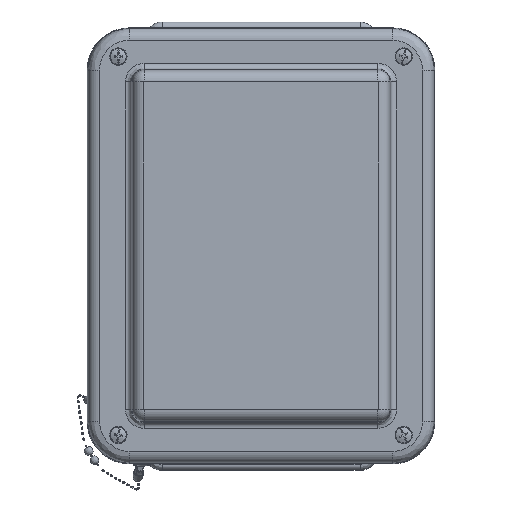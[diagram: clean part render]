
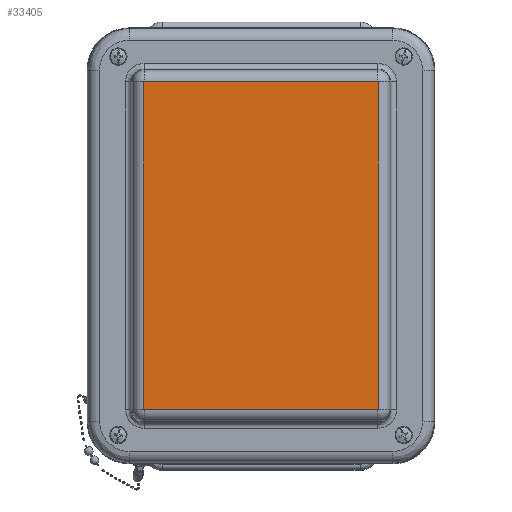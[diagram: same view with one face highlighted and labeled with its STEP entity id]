
A CAD part, top view. The second image highlights one B-rep face of the part: STEP entity #33405.
In plain terms, the highlighted planar face has unit normal (0, 0, 1).
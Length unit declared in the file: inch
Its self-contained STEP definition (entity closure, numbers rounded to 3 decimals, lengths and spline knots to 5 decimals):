
#821 = CARTESIAN_POINT ( 'NONE',  ( 2.51325, -3.52009, 1.699 ) ) ;
#2096 = CARTESIAN_POINT ( 'NONE',  ( -2.51157, -3.52177, 1.699 ) ) ;
#2424 = EDGE_CURVE ( 'NONE', #2892, #4781, #35312, .T. ) ;
#2514 = FACE_OUTER_BOUND ( 'NONE', #39890, .T. ) ;
#2892 = VERTEX_POINT ( 'NONE', #23345 ) ;
#4781 = VERTEX_POINT ( 'NONE', #16274 ) ;
#5505 = CARTESIAN_POINT ( 'NONE',  ( -2.51156, 3.52177, 1.699 ) ) ;
#5965 = LINE ( 'NONE', #30807, #13497 ) ;
#6184 = CARTESIAN_POINT ( 'NONE',  ( 0., 0., 1.699 ) ) ;
#7301 = DIRECTION ( 'NONE',  ( 1., 0., 0. ) ) ;
#7813 = B_SPLINE_CURVE_WITH_KNOTS ( 'NONE', 3,
 ( #20879, #20706, #24420, #2096, #28454, #31553 ),
 .UNSPECIFIED., .F., .F.,
 ( 4, 2, 4 ),
 ( 0., 0.5, 1. ),
 .UNSPECIFIED. ) ;
#9064 = CARTESIAN_POINT ( 'NONE',  ( 2.51055, 3.5222, 1.699 ) ) ;
#9530 = CARTESIAN_POINT ( 'NONE',  ( -2.51368, 3.51787, 1.699 ) ) ;
#9975 = EDGE_CURVE ( 'NONE', #45425, #14647, #39748, .T. ) ;
#10622 = ORIENTED_EDGE ( 'NONE', *, *, #2424, .F. ) ;
#11663 = CARTESIAN_POINT ( 'NONE',  ( 2.51156, -3.52177, 1.699 ) ) ;
#11892 = VERTEX_POINT ( 'NONE', #27589 ) ;
#12535 = PLANE ( 'NONE',  #34335 ) ;
#13167 = LINE ( 'NONE', #18290, #43917 ) ;
#13497 = VECTOR ( 'NONE', #34522, 39.37008 ) ;
#14017 = EDGE_CURVE ( 'NONE', #28919, #4781, #7813, .T. ) ;
#14647 = VERTEX_POINT ( 'NONE', #28989 ) ;
#15124 = DIRECTION ( 'NONE',  ( -1., 0., 0. ) ) ;
#15300 = CARTESIAN_POINT ( 'NONE',  ( 1.25467, -3.5222, 1.699 ) ) ;
#15356 = VECTOR ( 'NONE', #30278, 39.37008 ) ;
#16014 = CARTESIAN_POINT ( 'NONE',  ( 2.51325, 3.52008, 1.699 ) ) ;
#16274 = CARTESIAN_POINT ( 'NONE',  ( -2.50935, -3.5222, 1.699 ) ) ;
#17663 = EDGE_CURVE ( 'NONE', #19387, #14647, #13167, .T. ) ;
#18017 = EDGE_CURVE ( 'NONE', #28919, #32926, #46117, .T. ) ;
#18290 = CARTESIAN_POINT ( 'NONE',  ( -1.25467, 3.5222, 1.699 ) ) ;
#19261 = CARTESIAN_POINT ( 'NONE',  ( 2.51368, -3.51787, 1.699 ) ) ;
#19387 = VERTEX_POINT ( 'NONE', #24210 ) ;
#19433 = CARTESIAN_POINT ( 'NONE',  ( -2.50935, 3.5222, 1.699 ) ) ;
#19915 = CARTESIAN_POINT ( 'NONE',  ( 2.51368, 3.51787, 1.699 ) ) ;
#20082 = CARTESIAN_POINT ( 'NONE',  ( -2.51325, 3.52009, 1.699 ) ) ;
#20198 = B_SPLINE_CURVE_WITH_KNOTS ( 'NONE', 3,
 ( #47948, #25737, #11663, #821, #37767, #19261 ),
 .UNSPECIFIED., .F., .F.,
 ( 4, 2, 4 ),
 ( 0., 0.5, 1. ),
 .UNSPECIFIED. ) ;
#20248 = CARTESIAN_POINT ( 'NONE',  ( -2.51368, 3.51907, 1.699 ) ) ;
#20706 = CARTESIAN_POINT ( 'NONE',  ( -2.51368, -3.51906, 1.699 ) ) ;
#20853 = VECTOR ( 'NONE', #15124, 39.37008 ) ;
#20879 = CARTESIAN_POINT ( 'NONE',  ( -2.51368, -3.51787, 1.699 ) ) ;
#21093 = ORIENTED_EDGE ( 'NONE', *, *, #9975, .T. ) ;
#21096 = DIRECTION ( 'NONE',  ( 0., 0., 1. ) ) ;
#21121 = ORIENTED_EDGE ( 'NONE', *, *, #41020, .T. ) ;
#23345 = CARTESIAN_POINT ( 'NONE',  ( 2.50935, -3.5222, 1.699 ) ) ;
#23931 = ORIENTED_EDGE ( 'NONE', *, *, #45411, .F. ) ;
#24210 = CARTESIAN_POINT ( 'NONE',  ( -2.50935, 3.5222, 1.699 ) ) ;
#24420 = CARTESIAN_POINT ( 'NONE',  ( -2.51325, -3.52008, 1.699 ) ) ;
#25294 = ORIENTED_EDGE ( 'NONE', *, *, #14017, .T. ) ;
#25737 = CARTESIAN_POINT ( 'NONE',  ( 2.51054, -3.5222, 1.699 ) ) ;
#26585 = EDGE_CURVE ( 'NONE', #19387, #32926, #45979, .T. ) ;
#26836 = CARTESIAN_POINT ( 'NONE',  ( 2.51368, 3.51906, 1.699 ) ) ;
#27589 = CARTESIAN_POINT ( 'NONE',  ( 2.51368, -3.51787, 1.699 ) ) ;
#28454 = CARTESIAN_POINT ( 'NONE',  ( -2.51055, -3.5222, 1.699 ) ) ;
#28919 = VERTEX_POINT ( 'NONE', #44440 ) ;
#28989 = CARTESIAN_POINT ( 'NONE',  ( 2.50935, 3.5222, 1.699 ) ) ;
#30278 = DIRECTION ( 'NONE',  ( 0., 1., 0. ) ) ;
#30807 = CARTESIAN_POINT ( 'NONE',  ( 2.51368, 1.75893, 1.699 ) ) ;
#31553 = CARTESIAN_POINT ( 'NONE',  ( -2.50935, -3.5222, 1.699 ) ) ;
#32926 = VERTEX_POINT ( 'NONE', #33099 ) ;
#33099 = CARTESIAN_POINT ( 'NONE',  ( -2.51368, 3.51787, 1.699 ) ) ;
#33405 = ADVANCED_FACE ( 'NONE', ( #2514 ), #12535, .T. ) ;
#34335 = AXIS2_PLACEMENT_3D ( 'NONE', #6184, #21096, #47033 ) ;
#34522 = DIRECTION ( 'NONE',  ( 0., -1., 0. ) ) ;
#35312 = LINE ( 'NONE', #15300, #20853 ) ;
#37767 = CARTESIAN_POINT ( 'NONE',  ( 2.51368, -3.51907, 1.699 ) ) ;
#37925 = CARTESIAN_POINT ( 'NONE',  ( 2.50935, 3.5222, 1.699 ) ) ;
#39560 = CARTESIAN_POINT ( 'NONE',  ( 2.51368, 3.51787, 1.699 ) ) ;
#39748 = B_SPLINE_CURVE_WITH_KNOTS ( 'NONE', 3,
 ( #19915, #26836, #16014, #41963, #9064, #37925 ),
 .UNSPECIFIED., .F., .F.,
 ( 4, 2, 4 ),
 ( 0., 0.5, 1. ),
 .UNSPECIFIED. ) ;
#39890 = EDGE_LOOP ( 'NONE', ( #25294, #10622, #21121, #23931, #21093, #43271, #45289, #47854 ) ) ;
#41020 = EDGE_CURVE ( 'NONE', #2892, #11892, #20198, .T. ) ;
#41963 = CARTESIAN_POINT ( 'NONE',  ( 2.51157, 3.52177, 1.699 ) ) ;
#42294 = CARTESIAN_POINT ( 'NONE',  ( -2.51054, 3.5222, 1.699 ) ) ;
#43271 = ORIENTED_EDGE ( 'NONE', *, *, #17663, .F. ) ;
#43917 = VECTOR ( 'NONE', #7301, 39.37008 ) ;
#44440 = CARTESIAN_POINT ( 'NONE',  ( -2.51368, -3.51787, 1.699 ) ) ;
#45289 = ORIENTED_EDGE ( 'NONE', *, *, #26585, .T. ) ;
#45385 = CARTESIAN_POINT ( 'NONE',  ( -2.51368, -1.75893, 1.699 ) ) ;
#45411 = EDGE_CURVE ( 'NONE', #45425, #11892, #5965, .T. ) ;
#45425 = VERTEX_POINT ( 'NONE', #39560 ) ;
#45979 = B_SPLINE_CURVE_WITH_KNOTS ( 'NONE', 3,
 ( #19433, #42294, #5505, #20082, #20248, #9530 ),
 .UNSPECIFIED., .F., .F.,
 ( 4, 2, 4 ),
 ( 0., 0.5, 1. ),
 .UNSPECIFIED. ) ;
#46117 = LINE ( 'NONE', #45385, #15356 ) ;
#47033 = DIRECTION ( 'NONE',  ( 1., 0., 0. ) ) ;
#47854 = ORIENTED_EDGE ( 'NONE', *, *, #18017, .F. ) ;
#47948 = CARTESIAN_POINT ( 'NONE',  ( 2.50935, -3.5222, 1.699 ) ) ;
